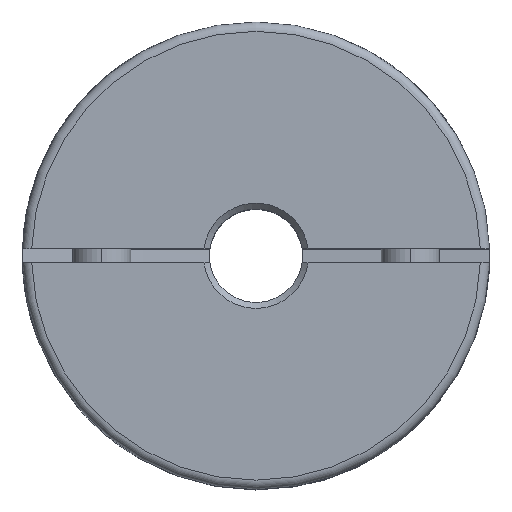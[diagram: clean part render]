
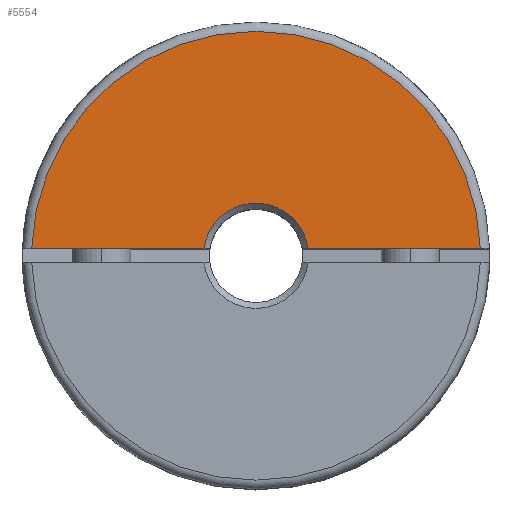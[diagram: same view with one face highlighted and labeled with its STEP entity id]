
A CAD part, top view. The second image highlights one B-rep face of the part: STEP entity #5554.
In plain terms, the highlighted planar face has unit normal (0, 0, 1).
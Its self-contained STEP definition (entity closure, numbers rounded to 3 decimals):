
#467 = VERTEX_POINT ( 'NONE', #4107 ) ;
#829 = DIRECTION ( 'NONE',  ( -1., 0., 0. ) ) ;
#1149 = DIRECTION ( 'NONE',  ( 0., 0., -1. ) ) ;
#1295 = VERTEX_POINT ( 'NONE', #3301 ) ;
#1937 = FACE_OUTER_BOUND ( 'NONE', #7191, .T. ) ;
#2361 = AXIS2_PLACEMENT_3D ( 'NONE', #2370, #6132, #3146 ) ;
#2370 = CARTESIAN_POINT ( 'NONE',  ( 0., 0., 19.5 ) ) ;
#2451 = ORIENTED_EDGE ( 'NONE', *, *, #3000, .F. ) ;
#2492 = ORIENTED_EDGE ( 'NONE', *, *, #5988, .T. ) ;
#3000 = EDGE_CURVE ( 'NONE', #4955, #467, #4171, .T. ) ;
#3146 = DIRECTION ( 'NONE',  ( 1., 0., 0. ) ) ;
#3301 = CARTESIAN_POINT ( 'NONE',  ( -19.191, 0.6, 19.5 ) ) ;
#3302 = CARTESIAN_POINT ( 'NONE',  ( 19.191, 0.6, 19.5 ) ) ;
#3453 = AXIS2_PLACEMENT_3D ( 'NONE', #6000, #4237, #6629 ) ;
#3676 = ORIENTED_EDGE ( 'NONE', *, *, #6606, .T. ) ;
#4107 = CARTESIAN_POINT ( 'NONE',  ( 4.46, 0.6, 19.5 ) ) ;
#4171 = LINE ( 'NONE', #7639, #4418 ) ;
#4237 = DIRECTION ( 'NONE',  ( 0., 0., 1. ) ) ;
#4418 = VECTOR ( 'NONE', #7081, 1000. ) ;
#4514 = VERTEX_POINT ( 'NONE', #4583 ) ;
#4583 = CARTESIAN_POINT ( 'NONE',  ( -4.46, 0.6, 19.5 ) ) ;
#4955 = VERTEX_POINT ( 'NONE', #3302 ) ;
#5417 = CARTESIAN_POINT ( 'NONE',  ( 0., 0., 19.5 ) ) ;
#5554 = ADVANCED_FACE ( 'NONE', ( #1937 ), #6713, .T. ) ;
#5856 = AXIS2_PLACEMENT_3D ( 'NONE', #5417, #1149, #6549 ) ;
#5897 = ORIENTED_EDGE ( 'NONE', *, *, #6698, .F. ) ;
#5988 = EDGE_CURVE ( 'NONE', #4514, #467, #7740, .T. ) ;
#6000 = CARTESIAN_POINT ( 'NONE',  ( 0., 0., 19.5 ) ) ;
#6132 = DIRECTION ( 'NONE',  ( 0., 0., 1. ) ) ;
#6336 = CIRCLE ( 'NONE', #3453, 19.2 ) ;
#6549 = DIRECTION ( 'NONE',  ( 1., 0., 0. ) ) ;
#6606 = EDGE_CURVE ( 'NONE', #4955, #1295, #6336, .T. ) ;
#6629 = DIRECTION ( 'NONE',  ( 1., 0., 0. ) ) ;
#6698 = EDGE_CURVE ( 'NONE', #4514, #1295, #7326, .T. ) ;
#6713 = PLANE ( 'NONE',  #2361 ) ;
#6839 = VECTOR ( 'NONE', #829, 1000. ) ;
#7081 = DIRECTION ( 'NONE',  ( -1., 0., 0. ) ) ;
#7191 = EDGE_LOOP ( 'NONE', ( #2451, #3676, #5897, #2492 ) ) ;
#7326 = LINE ( 'NONE', #7365, #6839 ) ;
#7365 = CARTESIAN_POINT ( 'NONE',  ( 0., 0.6, 19.5 ) ) ;
#7639 = CARTESIAN_POINT ( 'NONE',  ( 0., 0.6, 19.5 ) ) ;
#7740 = CIRCLE ( 'NONE', #5856, 4.5 ) ;
